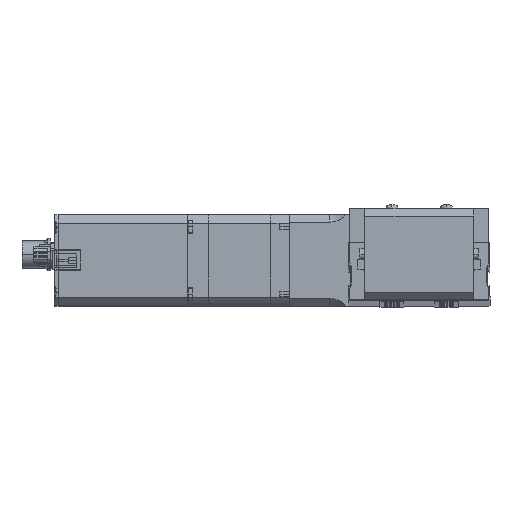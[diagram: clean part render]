
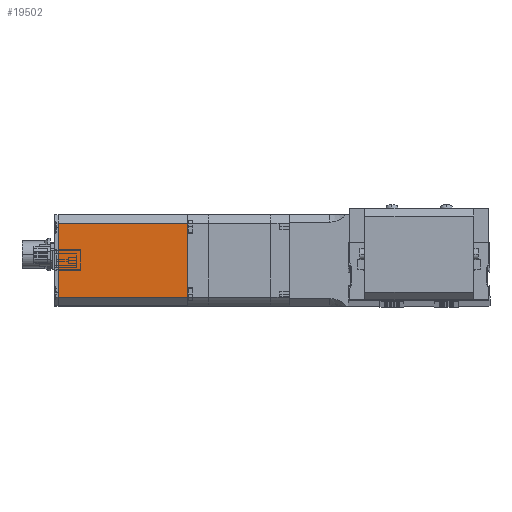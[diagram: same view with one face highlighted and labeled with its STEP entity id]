
A CAD part, top view. The second image highlights one B-rep face of the part: STEP entity #19502.
In plain terms, the highlighted face is planar.
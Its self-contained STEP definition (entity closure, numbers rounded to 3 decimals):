
#680 = DIRECTION ( 'NONE',  ( 0., 1., 0. ) ) ;
#1098 = EDGE_CURVE ( 'NONE', #3629, #7863, #26564, .T. ) ;
#2011 = ORIENTED_EDGE ( 'NONE', *, *, #5952, .T. ) ;
#2958 = AXIS2_PLACEMENT_3D ( 'NONE', #29359, #9092, #680 ) ;
#2980 = ORIENTED_EDGE ( 'NONE', *, *, #30778, .F. ) ;
#2998 = VECTOR ( 'NONE', #20058, 1000. ) ;
#3629 = VERTEX_POINT ( 'NONE', #28671 ) ;
#4053 = FACE_OUTER_BOUND ( 'NONE', #27023, .T. ) ;
#5112 = LINE ( 'NONE', #17935, #30752 ) ;
#5227 = VERTEX_POINT ( 'NONE', #10611 ) ;
#5952 = EDGE_CURVE ( 'NONE', #31357, #5227, #5112, .T. ) ;
#6680 = VECTOR ( 'NONE', #30494, 1000. ) ;
#7863 = VERTEX_POINT ( 'NONE', #23364 ) ;
#9092 = DIRECTION ( 'NONE',  ( 1., 0., 0. ) ) ;
#9751 = CARTESIAN_POINT ( 'NONE',  ( -31., -17., -106.25 ) ) ;
#9909 = CARTESIAN_POINT ( 'NONE',  ( -31., 17., -106.25 ) ) ;
#10611 = CARTESIAN_POINT ( 'NONE',  ( -31., 17., -47. ) ) ;
#14448 = ORIENTED_EDGE ( 'NONE', *, *, #23819, .T. ) ;
#16208 = VECTOR ( 'NONE', #24038, 1000. ) ;
#16467 = CARTESIAN_POINT ( 'NONE',  ( -31., 17., -106.25 ) ) ;
#17935 = CARTESIAN_POINT ( 'NONE',  ( -31., 17., -47. ) ) ;
#19502 = ADVANCED_FACE ( 'NONE', ( #4053 ), #26826, .F. ) ;
#20058 = DIRECTION ( 'NONE',  ( 0., 0., 1. ) ) ;
#22418 = LINE ( 'NONE', #9751, #2998 ) ;
#23364 = CARTESIAN_POINT ( 'NONE',  ( -31., 17., -106.25 ) ) ;
#23819 = EDGE_CURVE ( 'NONE', #3629, #31357, #22418, .T. ) ;
#24038 = DIRECTION ( 'NONE',  ( 0., 1., 0. ) ) ;
#24796 = CARTESIAN_POINT ( 'NONE',  ( -31., -17., -47. ) ) ;
#25988 = DIRECTION ( 'NONE',  ( 0., 1., 0. ) ) ;
#26564 = LINE ( 'NONE', #16467, #16208 ) ;
#26826 = PLANE ( 'NONE',  #2958 ) ;
#27023 = EDGE_LOOP ( 'NONE', ( #2011, #2980, #27480, #14448 ) ) ;
#27480 = ORIENTED_EDGE ( 'NONE', *, *, #1098, .F. ) ;
#28671 = CARTESIAN_POINT ( 'NONE',  ( -31., -17., -106.25 ) ) ;
#29359 = CARTESIAN_POINT ( 'NONE',  ( -31., 17., -106.25 ) ) ;
#30494 = DIRECTION ( 'NONE',  ( 0., 0., 1. ) ) ;
#30752 = VECTOR ( 'NONE', #25988, 1000. ) ;
#30778 = EDGE_CURVE ( 'NONE', #7863, #5227, #33014, .T. ) ;
#31357 = VERTEX_POINT ( 'NONE', #24796 ) ;
#33014 = LINE ( 'NONE', #9909, #6680 ) ;
